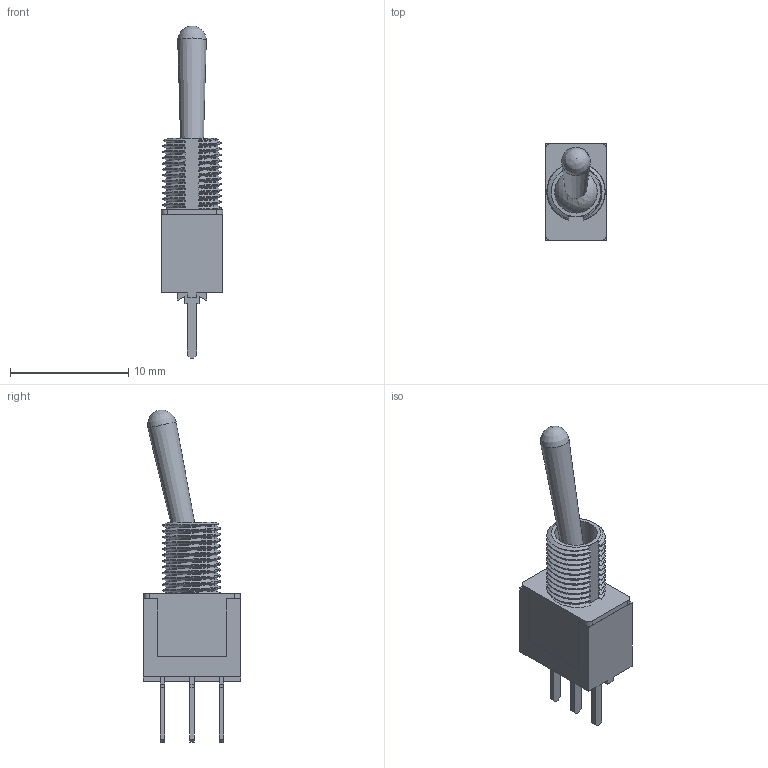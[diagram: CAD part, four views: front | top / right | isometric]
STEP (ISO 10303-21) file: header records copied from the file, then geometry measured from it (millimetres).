
FILE_DESCRIPTION(/* description */ (''),/* implementation_level */ '2;1');
FILE_NAME(/* name */ 'SMTS-102.step',/* time_stamp */ '2025-06-24T20:07:35+10:00',/* author */ (''),/* organization */ (''),/* preprocessor_version */ 'ST-DEVELOPER v20.1',/* originating_system */ 'Autodesk Translation Framework v14.10.0.0',/* authorisation */ '');
FILE_SCHEMA (('AUTOMOTIVE_DESIGN { 1 0 10303 214 3 1 1 }'));
Length unit declared in the file: millimetre
Products named in the file (1): SMTS-202-A2
Bounding box: 5.2 x 8.2 x 28.05 mm (x, y, z)
Volume: 410 mm3; surface area: 869.4 mm2
Topology: 6 solids, 6 shells, 177 faces, 497 edges, 331 vertices
Faces by surface type: plane 114, cylinder 32, bspline 27, cone 2, sphere 2
Full cylindrical faces by diameter (mm): 3.6 x1, 3.9 x1
Entity records: 11152 total; most frequent: CARTESIAN_POINT 6901, ORIENTED_EDGE 988, DIRECTION 669, EDGE_CURVE 494, VERTEX_POINT 331, LINE 313, VECTOR 313, EDGE_LOOP 181
